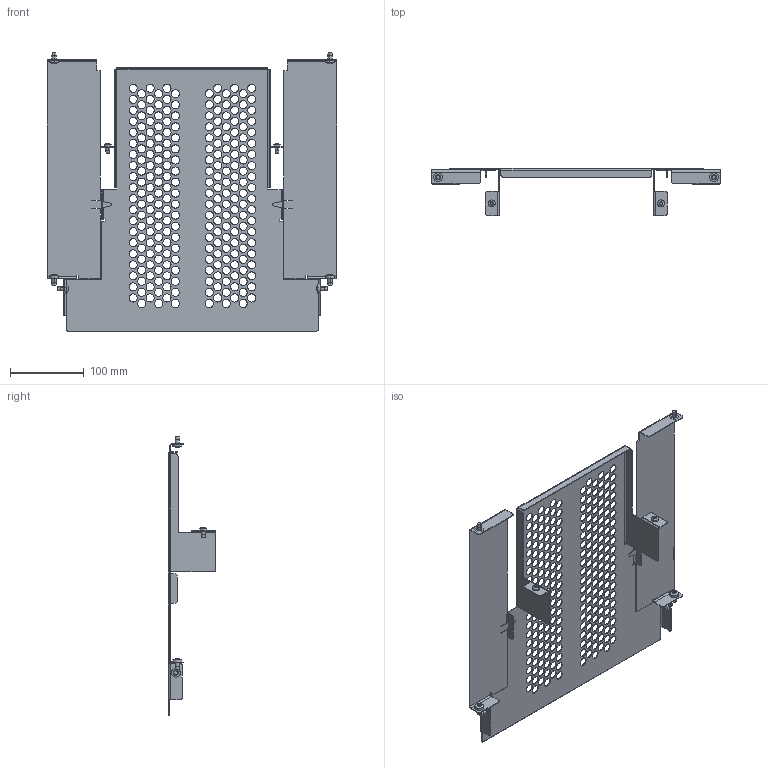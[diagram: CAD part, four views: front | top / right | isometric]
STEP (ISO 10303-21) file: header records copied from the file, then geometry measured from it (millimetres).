
FILE_DESCRIPTION(('STEP AP214'),'1');
FILE_NAME('cctmp_D3F35310-BC5F-4B63-9292-3571E85F26DC_2024_11_29_08_08_54_0286..stp','2024-11-29T07:08:55',('SIEMENS A&D'),('CADClick - www.CADClick.com'),'Spatial InterOp 3D',' ','unknown authorization');
FILE_SCHEMA(('AUTOMOTIVE_DESIGN'));
Length unit declared in the file: millimetre
Products named in the file (1): 1
Bounding box: 393 x 64 x 378 mm (x, y, z)
Volume: 132389.8 mm3; surface area: 270288.5 mm2
Topology: 3 solids, 3 shells, 980 faces, 2702 edges, 1764 vertices
Faces by surface type: cylinder 758, plane 198, cone 16, sphere 8
Entity records: 40782 total; most frequent: DIRECTION 6224, CARTESIAN_POINT 5449, ORIENTED_EDGE 5404, EDGE_CURVE 2702, AXIS2_PLACEMENT_3D 2539, VERTEX_POINT 1764, CIRCLE 1556, EDGE_LOOP 1500
